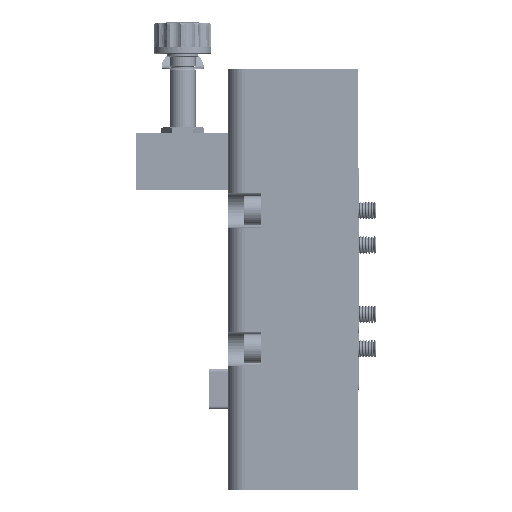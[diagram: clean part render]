
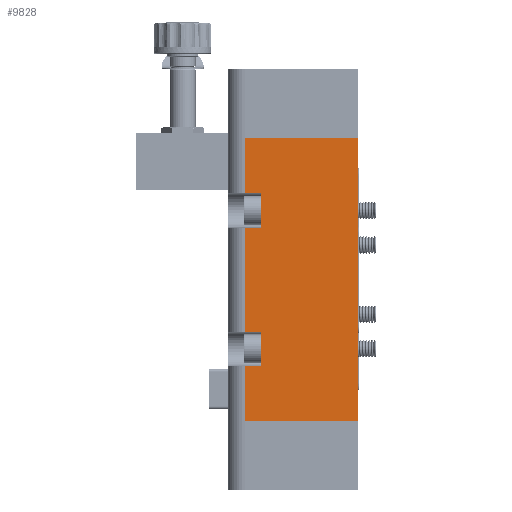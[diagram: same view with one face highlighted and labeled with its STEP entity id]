
A CAD part, left-side view. The second image highlights one B-rep face of the part: STEP entity #9828.
In plain terms, the highlighted planar face has unit normal (-1, 0, 0).
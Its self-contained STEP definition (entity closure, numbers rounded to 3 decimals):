
#256 = DIRECTION ( 'NONE',  ( 0., -1., 0. ) ) ;
#825 = ORIENTED_EDGE ( 'NONE', *, *, #53068, .F. ) ;
#1045 = DIRECTION ( 'NONE',  ( 0., 0., -1. ) ) ;
#1532 = DIRECTION ( 'NONE',  ( 0., -1., 0. ) ) ;
#2182 = DIRECTION ( 'NONE',  ( 1., 0., 0. ) ) ;
#3744 = LINE ( 'NONE', #111875, #100687 ) ;
#5072 = CARTESIAN_POINT ( 'NONE',  ( 0., 33.5, 31. ) ) ;
#5981 = CARTESIAN_POINT ( 'NONE',  ( 0., 33.5, 67. ) ) ;
#6087 = VERTEX_POINT ( 'NONE', #110914 ) ;
#6661 = DIRECTION ( 'NONE',  ( 0., 0., -1. ) ) ;
#8690 = DIRECTION ( 'NONE',  ( 0., 0., -1. ) ) ;
#9828 = ADVANCED_FACE ( 'NONE', ( #16334 ), #89283, .F. ) ;
#12057 = CARTESIAN_POINT ( 'NONE',  ( 0., 39., 19. ) ) ;
#13051 = EDGE_CURVE ( 'NONE', #84891, #27529, #115457, .T. ) ;
#13747 = CARTESIAN_POINT ( 'NONE',  ( 0., 39., 67. ) ) ;
#14229 = AXIS2_PLACEMENT_3D ( 'NONE', #45235, #2182, #58027 ) ;
#14740 = VECTOR ( 'NONE', #55321, 1000. ) ;
#15229 = ORIENTED_EDGE ( 'NONE', *, *, #102396, .T. ) ;
#16334 = FACE_OUTER_BOUND ( 'NONE', #105927, .T. ) ;
#16706 = VERTEX_POINT ( 'NONE', #5072 ) ;
#18894 = VERTEX_POINT ( 'NONE', #85533 ) ;
#20674 = VECTOR ( 'NONE', #81444, 1000. ) ;
#20860 = LINE ( 'NONE', #46513, #112153 ) ;
#21455 = CARTESIAN_POINT ( 'NONE',  ( 0., 33.5, 31. ) ) ;
#22193 = EDGE_CURVE ( 'NONE', #30239, #63174, #3744, .T. ) ;
#23412 = ORIENTED_EDGE ( 'NONE', *, *, #22193, .F. ) ;
#27529 = VERTEX_POINT ( 'NONE', #12057 ) ;
#28002 = LINE ( 'NONE', #65275, #52287 ) ;
#28854 = EDGE_CURVE ( 'NONE', #6087, #98728, #91700, .T. ) ;
#30239 = VERTEX_POINT ( 'NONE', #59824 ) ;
#30351 = LINE ( 'NONE', #70310, #87355 ) ;
#32258 = VERTEX_POINT ( 'NONE', #102104 ) ;
#40448 = ORIENTED_EDGE ( 'NONE', *, *, #13051, .T. ) ;
#41828 = CARTESIAN_POINT ( 'NONE',  ( 0., 39., 0. ) ) ;
#41939 = LINE ( 'NONE', #5981, #103145 ) ;
#44047 = ORIENTED_EDGE ( 'NONE', *, *, #106707, .F. ) ;
#45235 = CARTESIAN_POINT ( 'NONE',  ( 0., 0., 98. ) ) ;
#45605 = ORIENTED_EDGE ( 'NONE', *, *, #110644, .F. ) ;
#46164 = VECTOR ( 'NONE', #63708, 1000. ) ;
#46513 = CARTESIAN_POINT ( 'NONE',  ( 0., 0., 98. ) ) ;
#46548 = CARTESIAN_POINT ( 'NONE',  ( 0., 39., 98. ) ) ;
#47839 = LINE ( 'NONE', #72177, #20674 ) ;
#52287 = VECTOR ( 'NONE', #1532, 1000. ) ;
#53068 = EDGE_CURVE ( 'NONE', #65679, #64309, #28002, .T. ) ;
#53355 = LINE ( 'NONE', #99489, #77496 ) ;
#55321 = DIRECTION ( 'NONE',  ( 0., 0., -1. ) ) ;
#58027 = DIRECTION ( 'NONE',  ( 0., 0., -1. ) ) ;
#59306 = EDGE_CURVE ( 'NONE', #86690, #32258, #102059, .T. ) ;
#59824 = CARTESIAN_POINT ( 'NONE',  ( 0., 33.5, 79. ) ) ;
#60378 = LINE ( 'NONE', #46548, #14740 ) ;
#60599 = DIRECTION ( 'NONE',  ( 0., 0., 1. ) ) ;
#63174 = VERTEX_POINT ( 'NONE', #97700 ) ;
#63708 = DIRECTION ( 'NONE',  ( 0., 1., 0. ) ) ;
#64087 = CARTESIAN_POINT ( 'NONE',  ( 0., 33.5, 67. ) ) ;
#64309 = VERTEX_POINT ( 'NONE', #70260 ) ;
#65275 = CARTESIAN_POINT ( 'NONE',  ( 0., 0., 98. ) ) ;
#65679 = VERTEX_POINT ( 'NONE', #69698 ) ;
#69698 = CARTESIAN_POINT ( 'NONE',  ( 0., 39., 98. ) ) ;
#70260 = CARTESIAN_POINT ( 'NONE',  ( 0., 0., 98. ) ) ;
#70310 = CARTESIAN_POINT ( 'NONE',  ( 0., 39., 98. ) ) ;
#72177 = CARTESIAN_POINT ( 'NONE',  ( 0., 33.5, 31. ) ) ;
#72235 = EDGE_CURVE ( 'NONE', #27529, #86690, #60378, .T. ) ;
#72329 = CARTESIAN_POINT ( 'NONE',  ( 0., 33.5, 19. ) ) ;
#72480 = LINE ( 'NONE', #21455, #118181 ) ;
#74499 = ORIENTED_EDGE ( 'NONE', *, *, #59306, .T. ) ;
#77496 = VECTOR ( 'NONE', #8690, 1000. ) ;
#77844 = VECTOR ( 'NONE', #256, 1000. ) ;
#78707 = ORIENTED_EDGE ( 'NONE', *, *, #98080, .F. ) ;
#81444 = DIRECTION ( 'NONE',  ( 0., 0., 1. ) ) ;
#84891 = VERTEX_POINT ( 'NONE', #111132 ) ;
#85174 = DIRECTION ( 'NONE',  ( 0., 1., 0. ) ) ;
#85188 = EDGE_CURVE ( 'NONE', #65679, #63174, #30351, .T. ) ;
#85533 = CARTESIAN_POINT ( 'NONE',  ( 0., 39., 31. ) ) ;
#86690 = VERTEX_POINT ( 'NONE', #41828 ) ;
#87355 = VECTOR ( 'NONE', #6661, 1000. ) ;
#89283 = PLANE ( 'NONE',  #14229 ) ;
#91064 = CARTESIAN_POINT ( 'NONE',  ( 0., 0., 0. ) ) ;
#91700 = LINE ( 'NONE', #64087, #46164 ) ;
#91980 = ORIENTED_EDGE ( 'NONE', *, *, #85188, .T. ) ;
#97700 = CARTESIAN_POINT ( 'NONE',  ( 0., 39., 79. ) ) ;
#98080 = EDGE_CURVE ( 'NONE', #16706, #18894, #72480, .T. ) ;
#98257 = ORIENTED_EDGE ( 'NONE', *, *, #28854, .T. ) ;
#98705 = ORIENTED_EDGE ( 'NONE', *, *, #72235, .T. ) ;
#98728 = VERTEX_POINT ( 'NONE', #13747 ) ;
#99489 = CARTESIAN_POINT ( 'NONE',  ( 0., 39., 98. ) ) ;
#99491 = DIRECTION ( 'NONE',  ( 0., 1., 0. ) ) ;
#100687 = VECTOR ( 'NONE', #111483, 1000. ) ;
#101728 = EDGE_CURVE ( 'NONE', #84891, #16706, #47839, .T. ) ;
#102059 = LINE ( 'NONE', #91064, #77844 ) ;
#102104 = CARTESIAN_POINT ( 'NONE',  ( 0., 0., 0. ) ) ;
#102396 = EDGE_CURVE ( 'NONE', #98728, #18894, #53355, .T. ) ;
#103145 = VECTOR ( 'NONE', #60599, 1000. ) ;
#105927 = EDGE_LOOP ( 'NONE', ( #91980, #23412, #45605, #98257, #15229, #78707, #113019, #40448, #98705, #74499, #44047, #825 ) ) ;
#106707 = EDGE_CURVE ( 'NONE', #64309, #32258, #20860, .T. ) ;
#110644 = EDGE_CURVE ( 'NONE', #6087, #30239, #41939, .T. ) ;
#110914 = CARTESIAN_POINT ( 'NONE',  ( 0., 33.5, 67. ) ) ;
#111132 = CARTESIAN_POINT ( 'NONE',  ( 0., 33.5, 19. ) ) ;
#111483 = DIRECTION ( 'NONE',  ( 0., 1., 0. ) ) ;
#111875 = CARTESIAN_POINT ( 'NONE',  ( 0., 33.5, 79. ) ) ;
#112153 = VECTOR ( 'NONE', #1045, 1000. ) ;
#113019 = ORIENTED_EDGE ( 'NONE', *, *, #101728, .F. ) ;
#115457 = LINE ( 'NONE', #72329, #118276 ) ;
#118181 = VECTOR ( 'NONE', #85174, 1000. ) ;
#118276 = VECTOR ( 'NONE', #99491, 1000. ) ;
